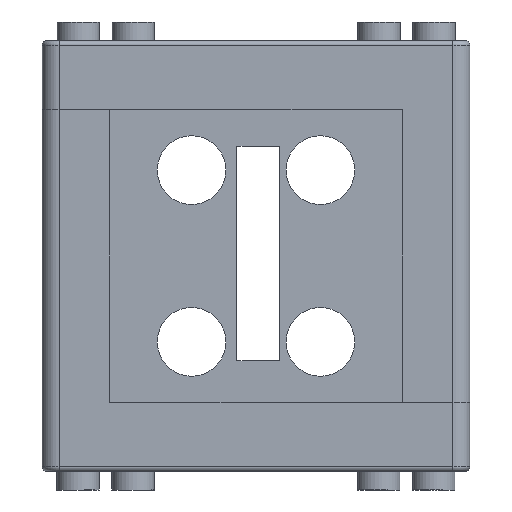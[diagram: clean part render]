
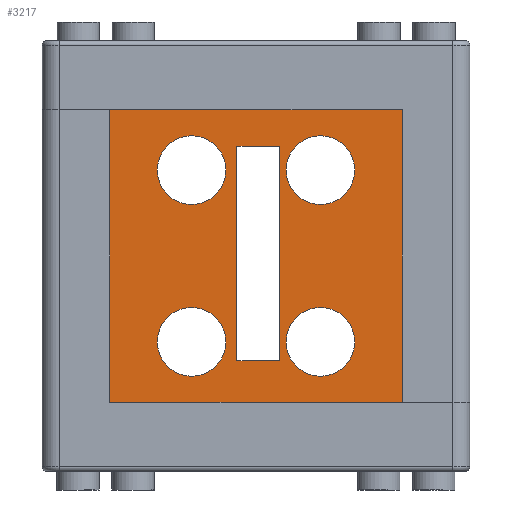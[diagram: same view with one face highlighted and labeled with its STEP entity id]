
A CAD part, front view. The second image highlights one B-rep face of the part: STEP entity #3217.
In plain terms, the highlighted face is planar.
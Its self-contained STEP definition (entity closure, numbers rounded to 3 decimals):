
#142=FACE_BOUND('',#673,.T.);
#143=FACE_BOUND('',#674,.T.);
#144=FACE_BOUND('',#675,.T.);
#145=FACE_BOUND('',#676,.T.);
#146=FACE_BOUND('',#677,.T.);
#267=CIRCLE('',#3573,4.);
#269=CIRCLE('',#3576,4.);
#271=CIRCLE('',#3579,4.);
#273=CIRCLE('',#3582,4.);
#451=FACE_OUTER_BOUND('',#672,.T.);
#672=EDGE_LOOP('',(#2891,#2892,#2893,#2894,#2895,#2896,#2897,#2898,#2899,
#2900,#2901,#2902,#2903,#2904,#2905,#2906));
#673=EDGE_LOOP('',(#2907,#2908,#2909,#2910));
#674=EDGE_LOOP('',(#2911));
#675=EDGE_LOOP('',(#2912));
#676=EDGE_LOOP('',(#2913));
#677=EDGE_LOOP('',(#2914));
#933=LINE('',#5331,#1247);
#936=LINE('',#5337,#1250);
#939=LINE('',#5343,#1253);
#942=LINE('',#5347,#1256);
#947=LINE('',#5375,#1261);
#951=LINE('',#5383,#1265);
#954=LINE('',#5389,#1268);
#957=LINE('',#5396,#1271);
#961=LINE('',#5404,#1275);
#964=LINE('',#5410,#1278);
#967=LINE('',#5417,#1281);
#971=LINE('',#5425,#1285);
#974=LINE('',#5431,#1288);
#977=LINE('',#5438,#1291);
#981=LINE('',#5446,#1295);
#984=LINE('',#5452,#1298);
#991=LINE('',#5462,#1305);
#992=LINE('',#5464,#1306);
#993=LINE('',#5465,#1307);
#994=LINE('',#5466,#1308);
#1247=VECTOR('',#4418,10.);
#1250=VECTOR('',#4423,10.);
#1253=VECTOR('',#4428,10.);
#1256=VECTOR('',#4433,10.);
#1261=VECTOR('',#4464,10.);
#1265=VECTOR('',#4470,10.);
#1268=VECTOR('',#4475,10.);
#1271=VECTOR('',#4480,10.);
#1275=VECTOR('',#4486,10.);
#1278=VECTOR('',#4491,10.);
#1281=VECTOR('',#4496,10.);
#1285=VECTOR('',#4502,10.);
#1288=VECTOR('',#4507,10.);
#1291=VECTOR('',#4512,10.);
#1295=VECTOR('',#4518,10.);
#1298=VECTOR('',#4523,10.);
#1305=VECTOR('',#4534,10.);
#1306=VECTOR('',#4537,10.);
#1307=VECTOR('',#4538,10.);
#1308=VECTOR('',#4539,10.);
#1555=VERTEX_POINT('',#5328);
#1556=VERTEX_POINT('',#5330);
#1558=VERTEX_POINT('',#5336);
#1560=VERTEX_POINT('',#5342);
#1561=VERTEX_POINT('',#5349);
#1563=VERTEX_POINT('',#5355);
#1565=VERTEX_POINT('',#5361);
#1567=VERTEX_POINT('',#5367);
#1569=VERTEX_POINT('',#5373);
#1570=VERTEX_POINT('',#5374);
#1573=VERTEX_POINT('',#5382);
#1575=VERTEX_POINT('',#5388);
#1577=VERTEX_POINT('',#5394);
#1578=VERTEX_POINT('',#5395);
#1581=VERTEX_POINT('',#5403);
#1583=VERTEX_POINT('',#5409);
#1585=VERTEX_POINT('',#5415);
#1586=VERTEX_POINT('',#5416);
#1589=VERTEX_POINT('',#5424);
#1591=VERTEX_POINT('',#5430);
#1593=VERTEX_POINT('',#5436);
#1594=VERTEX_POINT('',#5437);
#1597=VERTEX_POINT('',#5445);
#1599=VERTEX_POINT('',#5451);
#1973=EDGE_CURVE('',#1556,#1555,#933,.T.);
#1976=EDGE_CURVE('',#1558,#1556,#936,.T.);
#1979=EDGE_CURVE('',#1560,#1558,#939,.T.);
#1982=EDGE_CURVE('',#1555,#1560,#942,.T.);
#1983=EDGE_CURVE('',#1561,#1561,#267,.T.);
#1986=EDGE_CURVE('',#1563,#1563,#269,.T.);
#1989=EDGE_CURVE('',#1565,#1565,#271,.T.);
#1992=EDGE_CURVE('',#1567,#1567,#273,.T.);
#1995=EDGE_CURVE('',#1569,#1570,#947,.T.);
#1999=EDGE_CURVE('',#1573,#1569,#951,.T.);
#2002=EDGE_CURVE('',#1575,#1573,#954,.T.);
#2005=EDGE_CURVE('',#1577,#1578,#957,.T.);
#2009=EDGE_CURVE('',#1578,#1581,#961,.T.);
#2012=EDGE_CURVE('',#1583,#1577,#964,.T.);
#2015=EDGE_CURVE('',#1585,#1586,#967,.T.);
#2019=EDGE_CURVE('',#1589,#1585,#971,.T.);
#2022=EDGE_CURVE('',#1591,#1589,#974,.T.);
#2025=EDGE_CURVE('',#1593,#1594,#977,.T.);
#2029=EDGE_CURVE('',#1594,#1597,#981,.T.);
#2032=EDGE_CURVE('',#1599,#1593,#984,.T.);
#2039=EDGE_CURVE('',#1570,#1591,#991,.T.);
#2040=EDGE_CURVE('',#1581,#1575,#992,.T.);
#2041=EDGE_CURVE('',#1586,#1599,#993,.T.);
#2042=EDGE_CURVE('',#1597,#1583,#994,.T.);
#2891=ORIENTED_EDGE('',*,*,#2040,.T.);
#2892=ORIENTED_EDGE('',*,*,#2002,.T.);
#2893=ORIENTED_EDGE('',*,*,#1999,.T.);
#2894=ORIENTED_EDGE('',*,*,#1995,.T.);
#2895=ORIENTED_EDGE('',*,*,#2039,.T.);
#2896=ORIENTED_EDGE('',*,*,#2022,.T.);
#2897=ORIENTED_EDGE('',*,*,#2019,.T.);
#2898=ORIENTED_EDGE('',*,*,#2015,.T.);
#2899=ORIENTED_EDGE('',*,*,#2041,.T.);
#2900=ORIENTED_EDGE('',*,*,#2032,.T.);
#2901=ORIENTED_EDGE('',*,*,#2025,.T.);
#2902=ORIENTED_EDGE('',*,*,#2029,.T.);
#2903=ORIENTED_EDGE('',*,*,#2042,.T.);
#2904=ORIENTED_EDGE('',*,*,#2012,.T.);
#2905=ORIENTED_EDGE('',*,*,#2005,.T.);
#2906=ORIENTED_EDGE('',*,*,#2009,.T.);
#2907=ORIENTED_EDGE('',*,*,#1979,.T.);
#2908=ORIENTED_EDGE('',*,*,#1976,.T.);
#2909=ORIENTED_EDGE('',*,*,#1973,.T.);
#2910=ORIENTED_EDGE('',*,*,#1982,.T.);
#2911=ORIENTED_EDGE('',*,*,#1983,.T.);
#2912=ORIENTED_EDGE('',*,*,#1986,.T.);
#2913=ORIENTED_EDGE('',*,*,#1989,.T.);
#2914=ORIENTED_EDGE('',*,*,#1992,.T.);
#3037=PLANE('',#3598);
#3217=ADVANCED_FACE('',(#451,#142,#143,#144,#145,#146),#3037,.F.);
#3573=AXIS2_PLACEMENT_3D('',#5350,#4436,#4437);
#3576=AXIS2_PLACEMENT_3D('',#5356,#4443,#4444);
#3579=AXIS2_PLACEMENT_3D('',#5362,#4450,#4451);
#3582=AXIS2_PLACEMENT_3D('',#5368,#4457,#4458);
#3598=AXIS2_PLACEMENT_3D('',#5463,#4535,#4536);
#4418=DIRECTION('',(1.,0.,0.));
#4423=DIRECTION('',(0.,-1.,0.));
#4428=DIRECTION('',(-1.,0.,0.));
#4433=DIRECTION('',(0.,1.,0.));
#4436=DIRECTION('center_axis',(0.,0.,1.));
#4437=DIRECTION('ref_axis',(-1.,0.,0.));
#4443=DIRECTION('center_axis',(0.,0.,1.));
#4444=DIRECTION('ref_axis',(-1.,0.,0.));
#4450=DIRECTION('center_axis',(0.,0.,1.));
#4451=DIRECTION('ref_axis',(-1.,0.,0.));
#4457=DIRECTION('center_axis',(0.,0.,1.));
#4458=DIRECTION('ref_axis',(-1.,0.,0.));
#4464=DIRECTION('',(-1.,0.,0.));
#4470=DIRECTION('',(-0.707,0.707,0.));
#4475=DIRECTION('',(0.,1.,0.));
#4480=DIRECTION('',(-0.707,-0.707,0.));
#4486=DIRECTION('',(0.,-1.,0.));
#4491=DIRECTION('',(-1.,0.,0.));
#4496=DIRECTION('',(0.,1.,0.));
#4502=DIRECTION('',(0.707,0.707,0.));
#4507=DIRECTION('',(1.,0.,0.));
#4512=DIRECTION('',(0.707,-0.707,0.));
#4518=DIRECTION('',(1.,0.,0.));
#4523=DIRECTION('',(0.,-1.,0.));
#4534=DIRECTION('',(0.,1.,0.));
#4535=DIRECTION('center_axis',(0.,0.,1.));
#4536=DIRECTION('ref_axis',(1.,0.,0.));
#4537=DIRECTION('',(-1.,0.,0.));
#4538=DIRECTION('',(1.,0.,0.));
#4539=DIRECTION('',(0.,-1.,0.));
#5328=CARTESIAN_POINT('',(-8.706,18.154,10.));
#5330=CARTESIAN_POINT('',(-33.706,18.154,10.));
#5331=CARTESIAN_POINT('',(-38.853,18.154,10.));
#5336=CARTESIAN_POINT('',(-33.706,23.154,10.));
#5337=CARTESIAN_POINT('',(-33.706,22.042,10.));
#5342=CARTESIAN_POINT('',(-8.706,23.154,10.));
#5343=CARTESIAN_POINT('',(-26.353,23.154,10.));
#5347=CARTESIAN_POINT('',(-8.706,19.542,10.));
#5349=CARTESIAN_POINT('',(-6.93,13.43,10.));
#5350=CARTESIAN_POINT('Origin',(-10.93,13.43,10.));
#5355=CARTESIAN_POINT('',(-26.93,28.43,10.));
#5356=CARTESIAN_POINT('Origin',(-30.93,28.43,10.));
#5361=CARTESIAN_POINT('',(-26.93,13.43,10.));
#5362=CARTESIAN_POINT('Origin',(-30.93,13.43,10.));
#5367=CARTESIAN_POINT('',(-6.93,28.43,10.));
#5368=CARTESIAN_POINT('Origin',(-10.93,28.43,10.));
#5373=CARTESIAN_POINT('',(-42.255,3.93,10.));
#5374=CARTESIAN_POINT('',(-45.83,3.93,10.));
#5375=CARTESIAN_POINT('',(-31.593,3.93,10.));
#5382=CARTESIAN_POINT('',(-37.93,-0.395,10.));
#5383=CARTESIAN_POINT('',(-39.011,0.686,10.));
#5388=CARTESIAN_POINT('',(-37.93,-3.97,10.));
#5389=CARTESIAN_POINT('',(-37.93,8.48,10.));
#5394=CARTESIAN_POINT('',(0.395,3.93,10.));
#5395=CARTESIAN_POINT('',(-3.971,-0.437,10.));
#5396=CARTESIAN_POINT('',(-0.686,2.849,10.));
#5403=CARTESIAN_POINT('',(-3.971,-3.97,10.));
#5404=CARTESIAN_POINT('',(-3.971,10.247,10.));
#5409=CARTESIAN_POINT('',(3.97,3.93,10.));
#5410=CARTESIAN_POINT('',(-8.48,3.93,10.));
#5415=CARTESIAN_POINT('',(-37.93,42.255,10.));
#5416=CARTESIAN_POINT('',(-37.93,45.83,10.));
#5417=CARTESIAN_POINT('',(-37.93,31.593,10.));
#5424=CARTESIAN_POINT('',(-42.255,37.93,10.));
#5425=CARTESIAN_POINT('',(-41.174,39.011,10.));
#5430=CARTESIAN_POINT('',(-45.83,37.93,10.));
#5431=CARTESIAN_POINT('',(-33.38,37.93,10.));
#5436=CARTESIAN_POINT('',(-3.93,42.255,10.));
#5437=CARTESIAN_POINT('',(0.395,37.93,10.));
#5438=CARTESIAN_POINT('',(-2.849,41.174,10.));
#5445=CARTESIAN_POINT('',(3.97,37.93,10.));
#5446=CARTESIAN_POINT('',(-10.267,37.93,10.));
#5451=CARTESIAN_POINT('',(-3.93,45.83,10.));
#5452=CARTESIAN_POINT('',(-3.93,33.38,10.));
#5462=CARTESIAN_POINT('',(-45.83,29.33,10.));
#5463=CARTESIAN_POINT('Origin',(-44.001,20.93,10.));
#5464=CARTESIAN_POINT('',(-29.33,-3.97,10.));
#5465=CARTESIAN_POINT('',(-12.53,45.83,10.));
#5466=CARTESIAN_POINT('',(3.97,12.53,10.));
